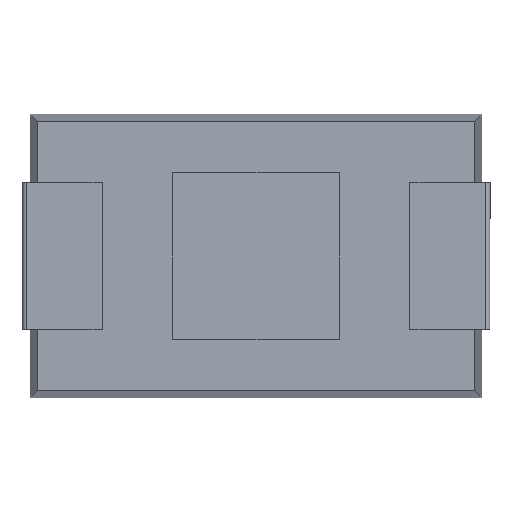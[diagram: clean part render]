
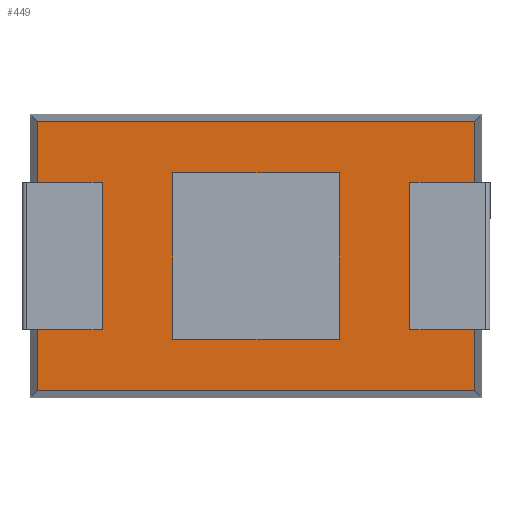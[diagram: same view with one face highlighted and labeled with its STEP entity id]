
A CAD part, front view. The second image highlights one B-rep face of the part: STEP entity #449.
In plain terms, the highlighted planar face has unit normal (0, -1, 0).
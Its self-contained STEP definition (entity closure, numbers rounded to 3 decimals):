
#51 = EDGE_CURVE ( 'NONE', #1129, #3510, #2132, .T. ) ;
#136 = LINE ( 'NONE', #2478, #3570 ) ;
#160 = ORIENTED_EDGE ( 'NONE', *, *, #2210, .F. ) ;
#205 = DIRECTION ( 'NONE',  ( 1., 0., 0. ) ) ;
#432 = LINE ( 'NONE', #2451, #1634 ) ;
#449 = ADVANCED_FACE ( 'NONE', ( #2905, #1650 ), #841, .T. ) ;
#521 = CARTESIAN_POINT ( 'NONE',  ( 0.12, 0., -0.12 ) ) ;
#554 = DIRECTION ( 'NONE',  ( -1., 0., 0. ) ) ;
#609 = LINE ( 'NONE', #1911, #3208 ) ;
#620 = VERTEX_POINT ( 'NONE', #727 ) ;
#727 = CARTESIAN_POINT ( 'NONE',  ( 2.315, 0., -0.945 ) ) ;
#841 = PLANE ( 'NONE',  #2983 ) ;
#950 = DIRECTION ( 'NONE',  ( 0., 0., 1. ) ) ;
#962 = VECTOR ( 'NONE', #1695, 1000. ) ;
#1042 = VERTEX_POINT ( 'NONE', #2783 ) ;
#1129 = VERTEX_POINT ( 'NONE', #1680 ) ;
#1260 = DIRECTION ( 'NONE',  ( 1., 0., 0. ) ) ;
#1267 = CARTESIAN_POINT ( 'NONE',  ( 0.12, 0., 0. ) ) ;
#1341 = ORIENTED_EDGE ( 'NONE', *, *, #2575, .F. ) ;
#1493 = ORIENTED_EDGE ( 'NONE', *, *, #51, .F. ) ;
#1544 = CARTESIAN_POINT ( 'NONE',  ( 0., 0., 0. ) ) ;
#1634 = VECTOR ( 'NONE', #554, 1000. ) ;
#1650 = FACE_BOUND ( 'NONE', #2815, .T. ) ;
#1680 = CARTESIAN_POINT ( 'NONE',  ( 0.12, 0., -4.48 ) ) ;
#1695 = DIRECTION ( 'NONE',  ( 0., 0., -1. ) ) ;
#1730 = VECTOR ( 'NONE', #1260, 1000. ) ;
#1739 = CARTESIAN_POINT ( 'NONE',  ( 2.315, 0., -3.655 ) ) ;
#1753 = ORIENTED_EDGE ( 'NONE', *, *, #2215, .F. ) ;
#1818 = ORIENTED_EDGE ( 'NONE', *, *, #3979, .F. ) ;
#1825 = VECTOR ( 'NONE', #205, 1000. ) ;
#1911 = CARTESIAN_POINT ( 'NONE',  ( 0., 0., -4.48 ) ) ;
#1956 = ORIENTED_EDGE ( 'NONE', *, *, #3321, .F. ) ;
#2058 = EDGE_LOOP ( 'NONE', ( #1493, #2877, #1818, #1956 ) ) ;
#2132 = LINE ( 'NONE', #1267, #2774 ) ;
#2146 = DIRECTION ( 'NONE',  ( 0., -1., 0. ) ) ;
#2183 = DIRECTION ( 'NONE',  ( 0., 0., -1. ) ) ;
#2203 = CARTESIAN_POINT ( 'NONE',  ( 2.315, 0., -0.945 ) ) ;
#2210 = EDGE_CURVE ( 'NONE', #2821, #2484, #2932, .T. ) ;
#2215 = EDGE_CURVE ( 'NONE', #620, #2821, #3425, .T. ) ;
#2451 = CARTESIAN_POINT ( 'NONE',  ( 2.315, 0., -0.945 ) ) ;
#2478 = CARTESIAN_POINT ( 'NONE',  ( 5.025, 0., -0.945 ) ) ;
#2484 = VERTEX_POINT ( 'NONE', #2768 ) ;
#2575 = EDGE_CURVE ( 'NONE', #3064, #620, #432, .T. ) ;
#2585 = EDGE_CURVE ( 'NONE', #2484, #3064, #136, .T. ) ;
#2697 = CARTESIAN_POINT ( 'NONE',  ( 7.22, 0., -4.48 ) ) ;
#2762 = VERTEX_POINT ( 'NONE', #2697 ) ;
#2768 = CARTESIAN_POINT ( 'NONE',  ( 5.025, 0., -3.655 ) ) ;
#2774 = VECTOR ( 'NONE', #950, 1000. ) ;
#2781 = LINE ( 'NONE', #3379, #1825 ) ;
#2783 = CARTESIAN_POINT ( 'NONE',  ( 7.22, 0., -0.12 ) ) ;
#2815 = EDGE_LOOP ( 'NONE', ( #1341, #3894, #160, #1753 ) ) ;
#2821 = VERTEX_POINT ( 'NONE', #1739 ) ;
#2877 = ORIENTED_EDGE ( 'NONE', *, *, #3709, .F. ) ;
#2905 = FACE_OUTER_BOUND ( 'NONE', #2058, .T. ) ;
#2932 = LINE ( 'NONE', #3175, #1730 ) ;
#2983 = AXIS2_PLACEMENT_3D ( 'NONE', #1544, #2146, #2183 ) ;
#3064 = VERTEX_POINT ( 'NONE', #3272 ) ;
#3175 = CARTESIAN_POINT ( 'NONE',  ( 2.315, 0., -3.655 ) ) ;
#3208 = VECTOR ( 'NONE', #4095, 1000. ) ;
#3272 = CARTESIAN_POINT ( 'NONE',  ( 5.025, 0., -0.945 ) ) ;
#3321 = EDGE_CURVE ( 'NONE', #3510, #1042, #2781, .T. ) ;
#3379 = CARTESIAN_POINT ( 'NONE',  ( 0., 0., -0.12 ) ) ;
#3391 = LINE ( 'NONE', #3575, #962 ) ;
#3422 = DIRECTION ( 'NONE',  ( 0., 0., 1. ) ) ;
#3425 = LINE ( 'NONE', #2203, #3569 ) ;
#3510 = VERTEX_POINT ( 'NONE', #521 ) ;
#3569 = VECTOR ( 'NONE', #3759, 1000. ) ;
#3570 = VECTOR ( 'NONE', #3422, 1000. ) ;
#3575 = CARTESIAN_POINT ( 'NONE',  ( 7.22, 0., 0. ) ) ;
#3709 = EDGE_CURVE ( 'NONE', #2762, #1129, #609, .T. ) ;
#3759 = DIRECTION ( 'NONE',  ( 0., 0., -1. ) ) ;
#3894 = ORIENTED_EDGE ( 'NONE', *, *, #2585, .F. ) ;
#3979 = EDGE_CURVE ( 'NONE', #1042, #2762, #3391, .T. ) ;
#4095 = DIRECTION ( 'NONE',  ( -1., 0., 0. ) ) ;
